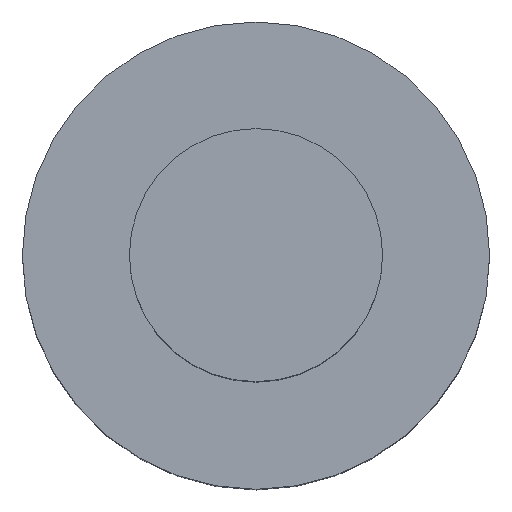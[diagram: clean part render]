
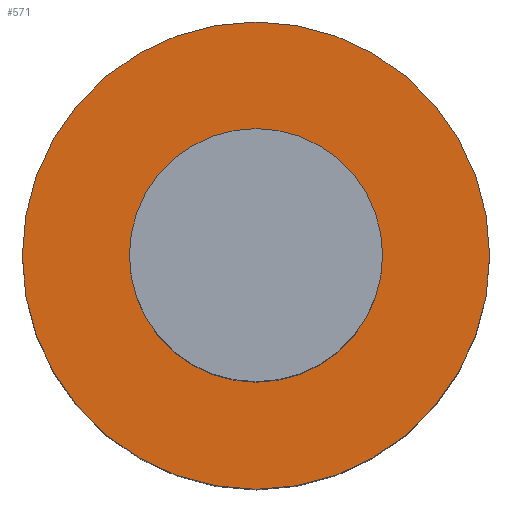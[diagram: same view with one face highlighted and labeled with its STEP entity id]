
A CAD part, top view. The second image highlights one B-rep face of the part: STEP entity #571.
In plain terms, the highlighted face is planar.
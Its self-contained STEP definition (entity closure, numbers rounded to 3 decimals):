
#368=CARTESIAN_POINT('',(0.,0.,0.));
#369=DIRECTION('',(0.,0.,-1.));
#370=DIRECTION('',(0.,1.,0.));
#371=AXIS2_PLACEMENT_3D('',#368,#369,#370);
#376=CARTESIAN_POINT('',(0.,0.,0.));
#377=DIRECTION('',(0.,0.,1.));
#378=DIRECTION('',(0.,1.,0.));
#379=AXIS2_PLACEMENT_3D('',#376,#377,#378);
#398=CARTESIAN_POINT('',(0.,0.,0.));
#399=DIRECTION('',(0.,0.,1.));
#400=DIRECTION('',(0.,1.,0.));
#401=AXIS2_PLACEMENT_3D('',#398,#399,#400);
#406=CARTESIAN_POINT('',(0.,0.,0.));
#407=DIRECTION('',(0.,0.,-1.));
#408=DIRECTION('',(0.,1.,0.));
#409=AXIS2_PLACEMENT_3D('',#406,#407,#408);
#493=CARTESIAN_POINT('',(0.,3.25,0.));
#495=VERTEX_POINT('',#493);
#496=CARTESIAN_POINT('',(0.,6.,0.));
#498=VERTEX_POINT('',#496);
#505=CARTESIAN_POINT('',(0.,-3.25,0.));
#507=VERTEX_POINT('',#505);
#508=CARTESIAN_POINT('',(0.,-6.,0.));
#510=VERTEX_POINT('',#508);
#556=CARTESIAN_POINT('',(0.,0.,0.));
#557=DIRECTION('',(0.,0.,-1.));
#558=DIRECTION('',(0.,-1.,0.));
#559=AXIS2_PLACEMENT_3D('',#556,#557,#558);
#560=PLANE('',#559);
#562=ORIENTED_EDGE('',*,*,#561,.T.);
#564=ORIENTED_EDGE('',*,*,#563,.F.);
#565=EDGE_LOOP('',(#562,#564));
#566=FACE_OUTER_BOUND('',#565,.F.);
#567=ORIENTED_EDGE('',*,*,#551,.T.);
#568=ORIENTED_EDGE('',*,*,#535,.F.);
#569=EDGE_LOOP('',(#567,#568));
#570=FACE_BOUND('',#569,.F.);
#571=ADVANCED_FACE('',(#566,#570),#560,.T.);
#372=CIRCLE('',#371,3.25);
#380=CIRCLE('',#379,3.25);
#402=CIRCLE('',#401,6.);
#410=CIRCLE('',#409,6.);
#535=EDGE_CURVE('',#495,#507,#380,.T.);
#551=EDGE_CURVE('',#495,#507,#372,.T.);
#561=EDGE_CURVE('',#498,#510,#402,.T.);
#563=EDGE_CURVE('',#498,#510,#410,.T.);
